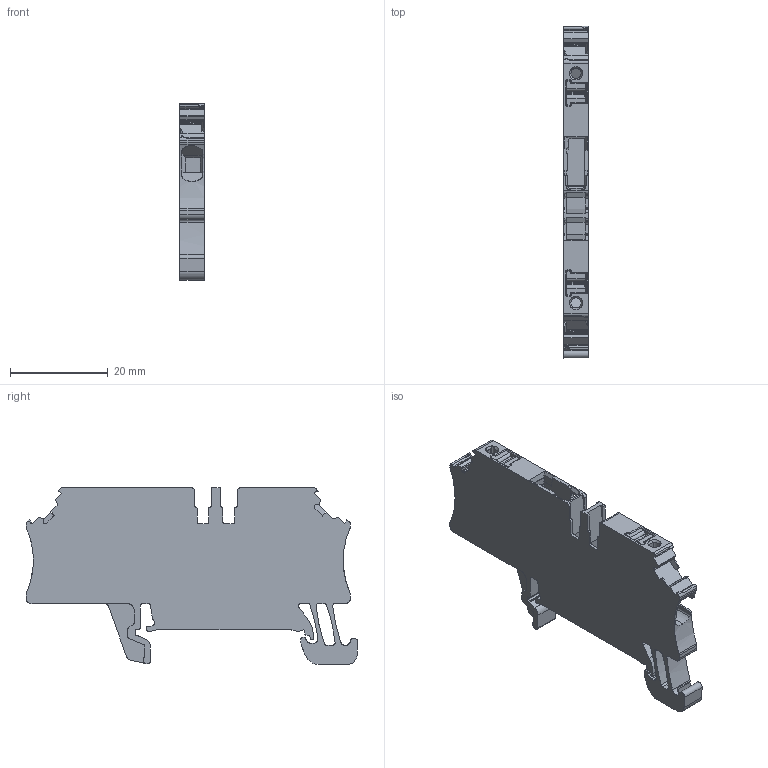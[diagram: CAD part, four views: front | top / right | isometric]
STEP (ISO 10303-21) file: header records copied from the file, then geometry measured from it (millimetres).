
FILE_DESCRIPTION(('CATIA V5 STEP Exchange','CAx-IF Rec.Pracs.--- Model Styling and Organization---1.4--- 2014-01-23'),'2;1');
FILE_NAME ('1481831-2_0', '2023-10-05T05:34:30+00:00', ('none'), ('Weidmueller'), 'CATIA Version 5-6 Release 2016 SP3 HF44', 'CATIA V5 STEP AP214', 'none');
FILE_SCHEMA(('AUTOMOTIVE_DESIGN { 1 0 10303 214 1 1 1 1 }'));
Length unit declared in the file: millimetre
Products named in the file (1): 2898690000
Bounding box: 5.1 x 67.83 x 36.15 mm (x, y, z)
Volume: 7521.1 mm3; surface area: 6234.6 mm2
Topology: 3 solids, 3 shells, 827 faces, 2313 edges, 1495 vertices
Faces by surface type: plane 334, cylinder 271, extrusion 112, bspline 58, cone 34, torus 15, sphere 3
Entity records: 31506 total; most frequent: CARTESIAN_POINT 11821, ORIENTED_EDGE 4616, DIRECTION 3061, EDGE_CURVE 2308, VECTOR 1498, VERTEX_POINT 1495, LINE 1386, AXIS2_PLACEMENT_3D 976
